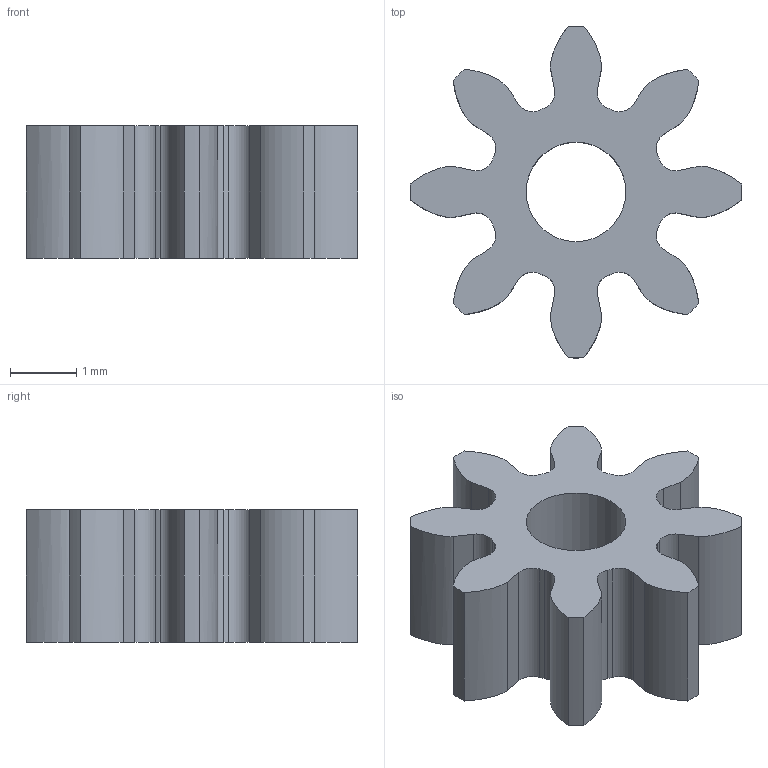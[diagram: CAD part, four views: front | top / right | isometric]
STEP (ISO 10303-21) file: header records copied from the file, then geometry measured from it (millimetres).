
FILE_DESCRIPTION(/* description */ ('Spur Gear; Module: 0.5; Num Teeth: 8; Pressure Angle: 20.0; Backlash: 0.05 mm'),/* implementation_level */ '2;1');
FILE_NAME(/* name */ 'GEar_M0.5_8T_D4.step',/* time_stamp */ '2024-01-06T12:53:21+09:00',/* author */ (''),/* organization */ (''),/* preprocessor_version */ 'ST-DEVELOPER v20',/* originating_system */ 'Autodesk Translation Framework v12.14.0.127',/* authorisation */ '');
FILE_SCHEMA (('AUTOMOTIVE_DESIGN { 1 0 10303 214 3 1 1 }'));
Length unit declared in the file: millimetre
Products named in the file (1): Spur Gear (8 teeth)
Bounding box: 5 x 5 x 2 mm (x, y, z)
Volume: 19.8 mm3; surface area: 78.4 mm2
Topology: 1 solids, 1 shells, 67 faces, 195 edges, 130 vertices
Faces by surface type: cylinder 33, plane 18, bspline 16
Full cylindrical faces by diameter (mm): 1.5 x1
Entity records: 6864 total; most frequent: CARTESIAN_POINT 5145, ORIENTED_EDGE 390, DIRECTION 333, EDGE_CURVE 195, VERTEX_POINT 130, AXIS2_PLACEMENT_3D 118, LINE 97, VECTOR 97
